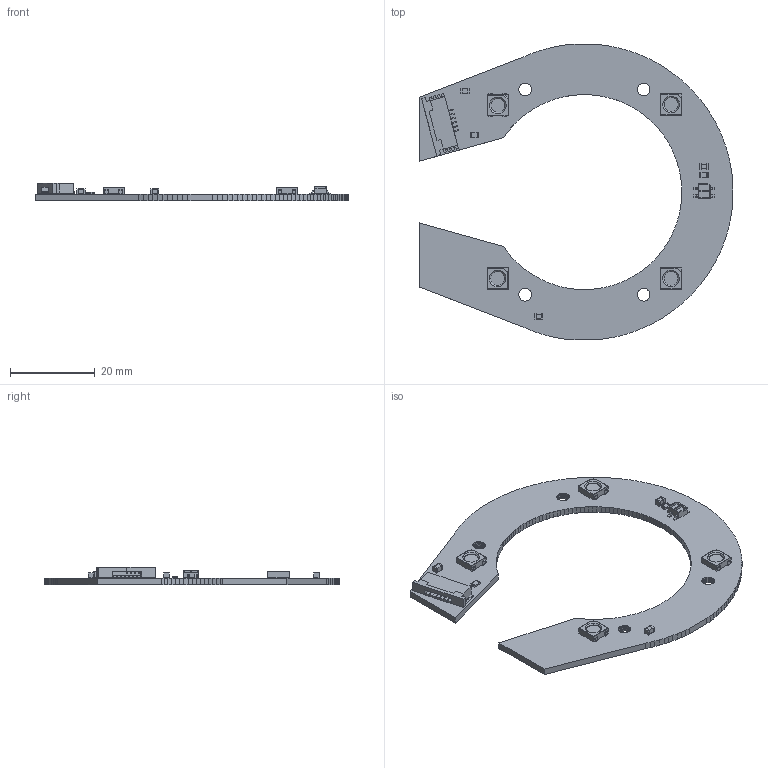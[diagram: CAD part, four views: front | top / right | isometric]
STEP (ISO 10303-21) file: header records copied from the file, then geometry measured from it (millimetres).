
FILE_DESCRIPTION(/* description */ (''),/* implementation_level */ '2;1');
FILE_NAME(/* name */ 'PCB Lamp Workshop - Horseshoe',/* time_stamp */ '2023-04-25T17:02:30-07:00',/* author */ (''),/* organization */ (''),/* preprocessor_version */ 'ST-DEVELOPER v16.5',/* originating_system */ '',/* authorisation */ '');
FILE_SCHEMA (('AUTOMOTIVE_DESIGN'));
Length unit declared in the file: millimetre
Products named in the file (1): Document
Bounding box: 73.94 x 69.82 x 4.19 mm (x, y, z)
Volume: 3818.1 mm3; surface area: 5874.7 mm2
Topology: 12 solids, 12 shells, 1025 faces, 2918 edges, 1920 vertices
Faces by surface type: plane 859, bspline 166
Entity records: 30930 total; most frequent: CARTESIAN_POINT 11837, ORIENTED_EDGE 5836, EDGE_CURVE 2918, B_SPLINE_CURVE_WITH_KNOTS 2614, VERTEX_POINT 1920, EDGE_LOOP 1068, ADVANCED_FACE 1025, FACE_OUTER_BOUND 1025
